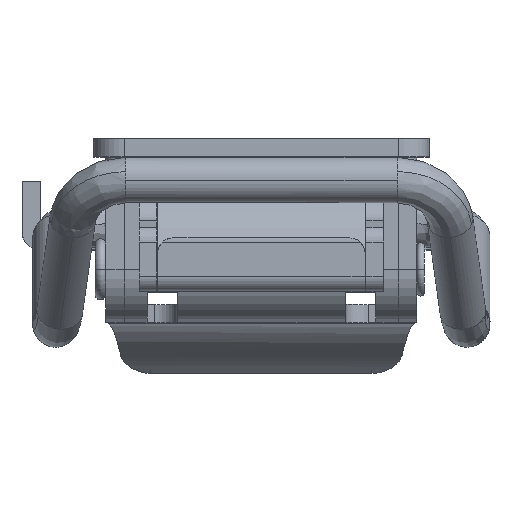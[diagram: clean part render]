
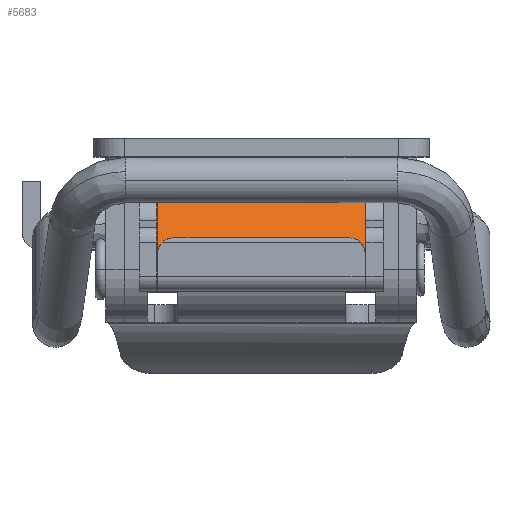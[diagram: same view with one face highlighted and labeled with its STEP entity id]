
A CAD part, top view. The second image highlights one B-rep face of the part: STEP entity #5683.
In plain terms, the highlighted cylindrical face has radius 8.8 mm (diameter 17.6 mm), a partial arc.
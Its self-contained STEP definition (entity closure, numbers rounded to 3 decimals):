
#5083 = ORIENTED_EDGE ( 'NONE', *, *, #5297, .T. ) ;
#5255 = VERTEX_POINT ( 'NONE', #9600 ) ;
#5257 = EDGE_CURVE ( 'NONE', #5255, #5271, #9664, .T. ) ;
#5264 = VERTEX_POINT ( 'NONE', #9647 ) ;
#5271 = VERTEX_POINT ( 'NONE', #9692 ) ;
#5295 = VERTEX_POINT ( 'NONE', #9763 ) ;
#5297 = EDGE_CURVE ( 'NONE', #5298, #5295, #9762, .T. ) ;
#5298 = VERTEX_POINT ( 'NONE', #9758 ) ;
#5323 = EDGE_CURVE ( 'NONE', #5324, #5264, #9840, .T. ) ;
#5324 = VERTEX_POINT ( 'NONE', #9835 ) ;
#5673 = ORIENTED_EDGE ( 'NONE', *, *, #5674, .F. ) ;
#5674 = EDGE_CURVE ( 'NONE', #5298, #5755, #11153, .T. ) ;
#5683 = ADVANCED_FACE ( 'NONE', ( #11190 ), #11189, .F. ) ;
#5684 = EDGE_LOOP ( 'NONE', ( #5685, #5747, #5749, #5750, #5752, #5753, #5673, #5083 ) ) ;
#5685 = ORIENTED_EDGE ( 'NONE', *, *, #5686, .F. ) ;
#5686 = EDGE_CURVE ( 'NONE', #5746, #5295, #11184, .T. ) ;
#5746 = VERTEX_POINT ( 'NONE', #11326 ) ;
#5747 = ORIENTED_EDGE ( 'NONE', *, *, #5748, .T. ) ;
#5748 = EDGE_CURVE ( 'NONE', #5746, #5271, #11321, .T. ) ;
#5749 = ORIENTED_EDGE ( 'NONE', *, *, #5257, .F. ) ;
#5750 = ORIENTED_EDGE ( 'NONE', *, *, #5751, .F. ) ;
#5751 = EDGE_CURVE ( 'NONE', #5324, #5255, #11317, .T. ) ;
#5752 = ORIENTED_EDGE ( 'NONE', *, *, #5323, .T. ) ;
#5753 = ORIENTED_EDGE ( 'NONE', *, *, #5754, .T. ) ;
#5754 = EDGE_CURVE ( 'NONE', #5264, #5755, #11312, .T. ) ;
#5755 = VERTEX_POINT ( 'NONE', #11308 ) ;
#9600 = CARTESIAN_POINT ( 'NONE',  ( -6.099, 6.8, 1.3 ) ) ;
#9647 = CARTESIAN_POINT ( 'NONE',  ( 0.7, -6.8, -7.152 ) ) ;
#9660 = DIRECTION ( 'NONE',  ( 0., 0., -1. ) ) ;
#9661 = DIRECTION ( 'NONE',  ( 0., -1., 0. ) ) ;
#9662 = CARTESIAN_POINT ( 'NONE',  ( 2.7, 6.8, 1.418 ) ) ;
#9663 = AXIS2_PLACEMENT_3D ( 'NONE', #9662, #9661, #9660 ) ;
#9664 = CIRCLE ( 'NONE', #9663, 8.8 ) ;
#9692 = CARTESIAN_POINT ( 'NONE',  ( 0.7, 6.8, -7.152 ) ) ;
#9758 = CARTESIAN_POINT ( 'NONE',  ( 1.5, -5.669, -7.3 ) ) ;
#9759 = DIRECTION ( 'NONE',  ( 0., 1., 0. ) ) ;
#9760 = VECTOR ( 'NONE', #9759, 1000. ) ;
#9761 = CARTESIAN_POINT ( 'NONE',  ( 1.5, -993.2, -7.3 ) ) ;
#9762 = LINE ( 'NONE', #9761, #9760 ) ;
#9763 = CARTESIAN_POINT ( 'NONE',  ( 1.5, 5.669, -7.3 ) ) ;
#9835 = CARTESIAN_POINT ( 'NONE',  ( -6.099, -6.8, 1.3 ) ) ;
#9836 = DIRECTION ( 'NONE',  ( 0., 0., -1. ) ) ;
#9837 = DIRECTION ( 'NONE',  ( 0., -1., 0. ) ) ;
#9838 = CARTESIAN_POINT ( 'NONE',  ( 2.7, -6.8, 1.418 ) ) ;
#9839 = AXIS2_PLACEMENT_3D ( 'NONE', #9838, #9837, #9836 ) ;
#9840 = CIRCLE ( 'NONE', #9839, 8.8 ) ;
#11149 = CARTESIAN_POINT ( 'NONE',  ( 0.7, -5.732, -7.152 ) ) ;
#11150 = CARTESIAN_POINT ( 'NONE',  ( 0.964, -5.701, -7.213 ) ) ;
#11151 = CARTESIAN_POINT ( 'NONE',  ( 1.23, -5.682, -7.263 ) ) ;
#11152 = CARTESIAN_POINT ( 'NONE',  ( 1.5, -5.669, -7.3 ) ) ;
#11153 = B_SPLINE_CURVE_WITH_KNOTS ( 'NONE', 3,
 ( #11152, #11151, #11150, #11149 ),
 .UNSPECIFIED., .F., .F.,
 ( 4, 4 ),
 ( 0., 0.001 ),
 .UNSPECIFIED. ) ;
#11179 = CARTESIAN_POINT ( 'NONE',  ( 1.5, 5.669, -7.3 ) ) ;
#11180 = CARTESIAN_POINT ( 'NONE',  ( 1.23, 5.682, -7.263 ) ) ;
#11181 = CARTESIAN_POINT ( 'NONE',  ( 0.963, 5.701, -7.213 ) ) ;
#11182 = CARTESIAN_POINT ( 'NONE',  ( 0.7, 5.732, -7.152 ) ) ;
#11184 = B_SPLINE_CURVE_WITH_KNOTS ( 'NONE', 3,
 ( #11182, #11181, #11180, #11179 ),
 .UNSPECIFIED., .F., .F.,
 ( 4, 4 ),
 ( 0.002, 0.003 ),
 .UNSPECIFIED. ) ;
#11185 = DIRECTION ( 'NONE',  ( 0., 0., 1. ) ) ;
#11186 = DIRECTION ( 'NONE',  ( 0., 1., 0. ) ) ;
#11187 = CARTESIAN_POINT ( 'NONE',  ( 2.7, -993.2, 1.418 ) ) ;
#11188 = AXIS2_PLACEMENT_3D ( 'NONE', #11187, #11186, #11185 ) ;
#11189 = CYLINDRICAL_SURFACE ( 'NONE', #11188, 8.8 ) ;
#11190 = FACE_OUTER_BOUND ( 'NONE', #5684, .T. ) ;
#11308 = CARTESIAN_POINT ( 'NONE',  ( 0.7, -5.732, -7.152 ) ) ;
#11309 = DIRECTION ( 'NONE',  ( 0., 1., 0. ) ) ;
#11310 = VECTOR ( 'NONE', #11309, 1000. ) ;
#11311 = CARTESIAN_POINT ( 'NONE',  ( 0.7, -993.2, -7.152 ) ) ;
#11312 = LINE ( 'NONE', #11311, #11310 ) ;
#11314 = DIRECTION ( 'NONE',  ( 0., 1., 0. ) ) ;
#11315 = VECTOR ( 'NONE', #11314, 1000. ) ;
#11316 = CARTESIAN_POINT ( 'NONE',  ( -6.099, -993.2, 1.3 ) ) ;
#11317 = LINE ( 'NONE', #11316, #11315 ) ;
#11318 = DIRECTION ( 'NONE',  ( 0., 1., 0. ) ) ;
#11319 = VECTOR ( 'NONE', #11318, 1000. ) ;
#11320 = CARTESIAN_POINT ( 'NONE',  ( 0.7, -993.2, -7.152 ) ) ;
#11321 = LINE ( 'NONE', #11320, #11319 ) ;
#11326 = CARTESIAN_POINT ( 'NONE',  ( 0.7, 5.732, -7.152 ) ) ;
